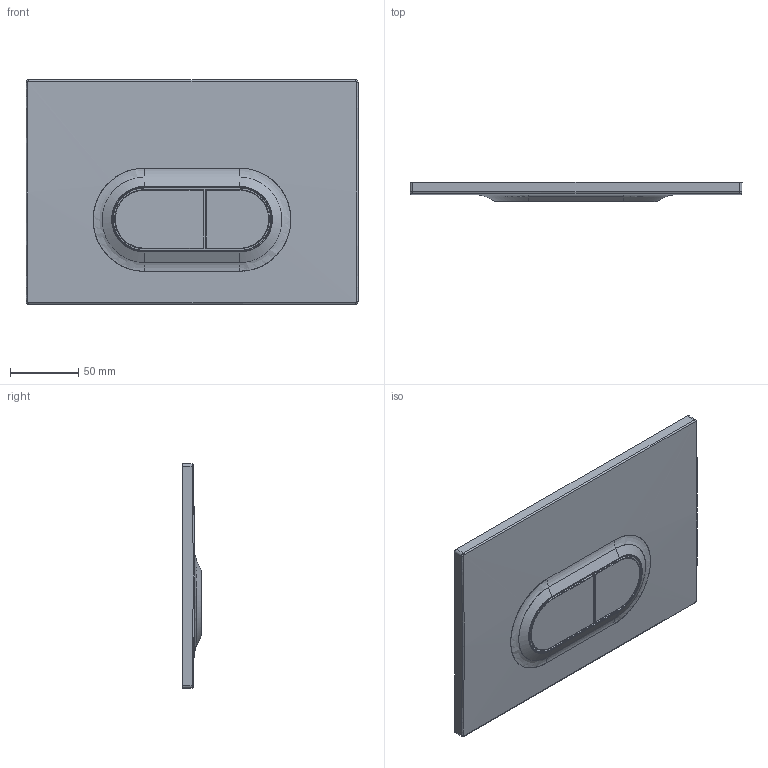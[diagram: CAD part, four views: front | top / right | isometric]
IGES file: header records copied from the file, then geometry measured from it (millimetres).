
Start section:  PTC IGES file: 711-2000_asm.igs  PTC IGES file: 711-2000_asm.igs  PTC IGES file: 436597_sw0001.igs  PTC IGES file: 711-2000_asm.igs  PTC IGES file: 722-0001_asm.igs  PTC IGES file: 711-2000_asm.igs  PTC IGES file: 711-2000_asm.igs  PTC IGES file: 436597_sw0001.igs  PTC IGES file: 740-0100_asm.igs  PTC IGES file: 740-0500_asm.igs
Global section: file name: 31H; native system: Rhinoceros ( Mar  9 2011 ); preprocessor: Trout Lake IGES 012 Mar  9 2011; date: 121214.082320; units: millimetre
Bounding box: 244 x 14 x 165 mm (x, y, z)
Surface area: 91411.4 mm2 (no closed solid volume)
Topology: 0 solids, 0 shells, 77 faces, 972 edges, 972 vertices
Faces by surface type: bspline 77
